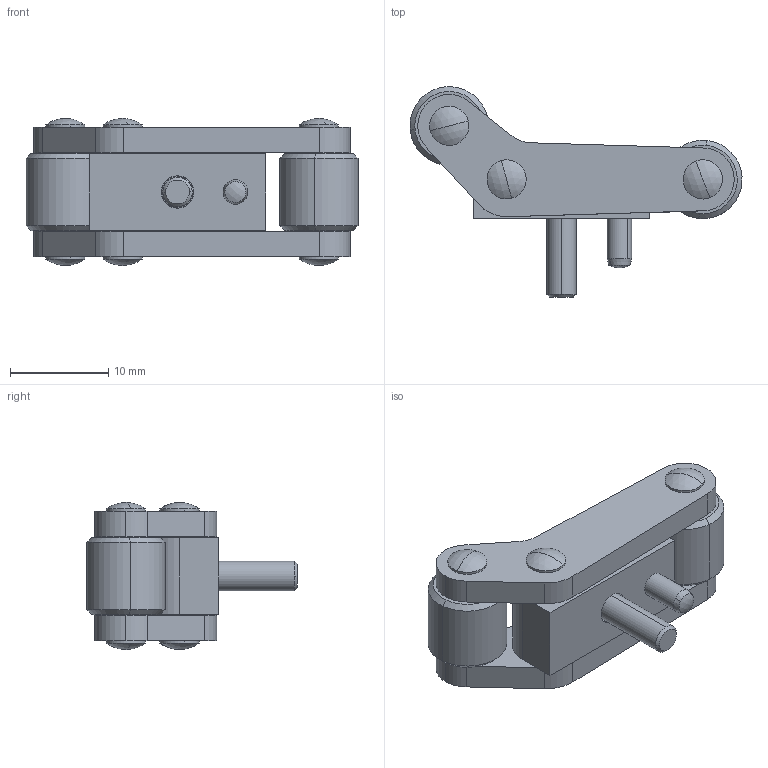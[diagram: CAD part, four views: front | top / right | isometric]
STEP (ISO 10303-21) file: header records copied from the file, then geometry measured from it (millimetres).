
FILE_DESCRIPTION (( 'STEP AP214' ), '1' );
FILE_NAME ('ep200813.STEP', '2017-04-05T15:49:03', ( '' ), ( '' ), 'SwSTEP 2.0', 'SolidWorks 2017', '' );
FILE_SCHEMA (( 'AUTOMOTIVE_DESIGN' ));
Length unit declared in the file: millimetre
Products named in the file (7): ep200813; 9EP200813-4 remachado; 9EP200813-2; 9EP200813-3; 1DIN912312_DIN 912 M3 x 12 --- 12C; DIN6325 2.5x10; 9EP200813-1
Assembly tree (10 placements, depth 2):
  ep200813
    1DIN912312_DIN 912 M3 x 12 --- 12C
    9EP200813-1  x2
    9EP200813-4 remachado  x3
    DIN6325 2.5x10
    9EP200813-3  x2
    9EP200813-2
Bounding box: 33.83 x 21.45 x 15 mm (x, y, z)
Volume: 3076 mm3; surface area: 3879.2 mm2
Topology: 10 solids, 10 shells, 208 faces, 465 edges, 291 vertices
Faces by surface type: cylinder 75, plane 52, cone 50, torus 16, sphere 15
Entity records: 5311 total; most frequent: CARTESIAN_POINT 846, DIRECTION 671, ORIENTED_EDGE 540, AXIS2_PLACEMENT_3D 275, EDGE_CURVE 270, VERTEX_POINT 169, CIRCLE 141, EDGE_LOOP 141
